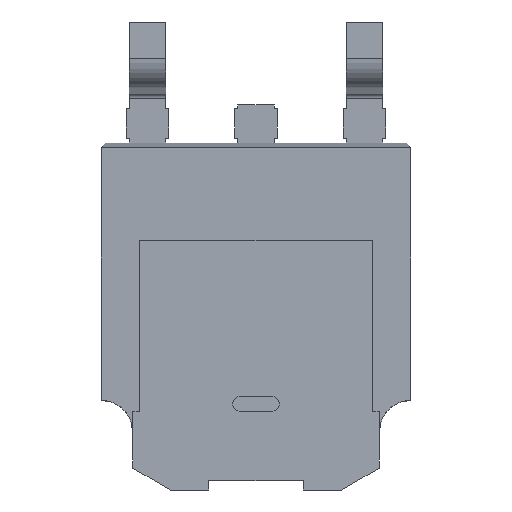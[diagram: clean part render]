
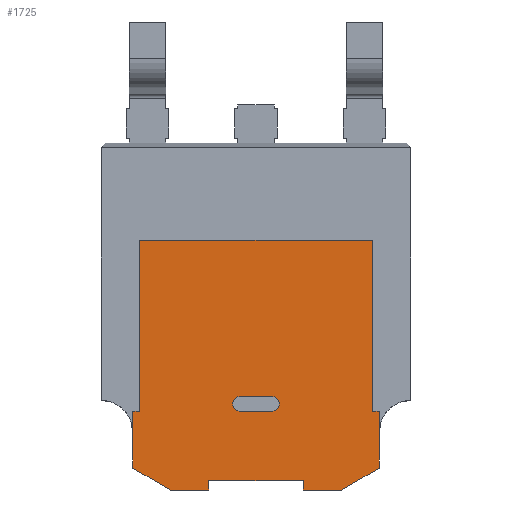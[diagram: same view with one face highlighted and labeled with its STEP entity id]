
A CAD part, front view. The second image highlights one B-rep face of the part: STEP entity #1725.
In plain terms, the highlighted planar face has unit normal (0, -1, 0).
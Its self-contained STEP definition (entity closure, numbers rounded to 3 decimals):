
#5 = VERTEX_POINT ( 'NONE', #2675 ) ;
#14 = LINE ( 'NONE', #2020, #883 ) ;
#22 = CARTESIAN_POINT ( 'NONE',  ( -2.455, 0., 1.004 ) ) ;
#23 = ORIENTED_EDGE ( 'NONE', *, *, #707, .F. ) ;
#40 = VECTOR ( 'NONE', #1995, 1000. ) ;
#44 = CARTESIAN_POINT ( 'NONE',  ( -1., 0., -4.271 ) ) ;
#68 = VERTEX_POINT ( 'NONE', #2370 ) ;
#141 = FACE_OUTER_BOUND ( 'NONE', #664, .T. ) ;
#153 = LINE ( 'NONE', #2402, #2142 ) ;
#167 = CIRCLE ( 'NONE', #587, 0.158 ) ;
#193 = AXIS2_PLACEMENT_3D ( 'NONE', #1617, #356, #2620 ) ;
#222 = CARTESIAN_POINT ( 'NONE',  ( -2.455, 0., 1.004 ) ) ;
#304 = ORIENTED_EDGE ( 'NONE', *, *, #658, .F. ) ;
#356 = DIRECTION ( 'NONE',  ( 0., 1., 0. ) ) ;
#368 = CARTESIAN_POINT ( 'NONE',  ( 0., 0., 0. ) ) ;
#373 = DIRECTION ( 'NONE',  ( -1., 0., 0. ) ) ;
#387 = CARTESIAN_POINT ( 'NONE',  ( -1., 0., -4.071 ) ) ;
#393 = LINE ( 'NONE', #3191, #3182 ) ;
#400 = ORIENTED_EDGE ( 'NONE', *, *, #2927, .F. ) ;
#431 = CARTESIAN_POINT ( 'NONE',  ( -1.802, 0., -4.271 ) ) ;
#446 = VERTEX_POINT ( 'NONE', #1665 ) ;
#504 = ORIENTED_EDGE ( 'NONE', *, *, #2616, .T. ) ;
#505 = ORIENTED_EDGE ( 'NONE', *, *, #1027, .T. ) ;
#510 = CARTESIAN_POINT ( 'NONE',  ( -1.802, 0., -4.271 ) ) ;
#512 = EDGE_CURVE ( 'NONE', #1450, #1548, #167, .T. ) ;
#567 = CARTESIAN_POINT ( 'NONE',  ( -2.603, 0., -2.611 ) ) ;
#579 = DIRECTION ( 'NONE',  ( 0., 0., 1. ) ) ;
#587 = AXIS2_PLACEMENT_3D ( 'NONE', #2625, #1659, #677 ) ;
#604 = CARTESIAN_POINT ( 'NONE',  ( 2.455, 0., -2.611 ) ) ;
#610 = DIRECTION ( 'NONE',  ( 1., 0., 0. ) ) ;
#612 = VECTOR ( 'NONE', #2865, 1000. ) ;
#635 = LINE ( 'NONE', #604, #1341 ) ;
#652 = ORIENTED_EDGE ( 'NONE', *, *, #1536, .F. ) ;
#658 = EDGE_CURVE ( 'NONE', #2126, #68, #393, .T. ) ;
#664 = EDGE_LOOP ( 'NONE', ( #788, #2657, #867, #400, #304, #2763, #1006, #2245, #23, #2424, #1185, #2638, #2921, #652 ) ) ;
#665 = DIRECTION ( 'NONE',  ( 0., 1., 0. ) ) ;
#677 = DIRECTION ( 'NONE',  ( 0., 0., 1. ) ) ;
#707 = EDGE_CURVE ( 'NONE', #925, #1196, #710, .T. ) ;
#710 = LINE ( 'NONE', #222, #1086 ) ;
#715 = CARTESIAN_POINT ( 'NONE',  ( -2.603, 0., -2.611 ) ) ;
#766 = DIRECTION ( 'NONE',  ( -1., 0., 0. ) ) ;
#788 = ORIENTED_EDGE ( 'NONE', *, *, #3052, .F. ) ;
#795 = VECTOR ( 'NONE', #766, 1000. ) ;
#799 = EDGE_CURVE ( 'NONE', #446, #2909, #1963, .T. ) ;
#867 = ORIENTED_EDGE ( 'NONE', *, *, #2292, .F. ) ;
#883 = VECTOR ( 'NONE', #2825, 1000. ) ;
#925 = VERTEX_POINT ( 'NONE', #1361 ) ;
#930 = EDGE_CURVE ( 'NONE', #2376, #1061, #635, .T. ) ;
#983 = LINE ( 'NONE', #2251, #2048 ) ;
#984 = EDGE_CURVE ( 'NONE', #1702, #2415, #2184, .T. ) ;
#1006 = ORIENTED_EDGE ( 'NONE', *, *, #930, .F. ) ;
#1027 = EDGE_CURVE ( 'NONE', #2415, #1450, #2201, .T. ) ;
#1045 = LINE ( 'NONE', #44, #1146 ) ;
#1061 = VERTEX_POINT ( 'NONE', #1745 ) ;
#1086 = VECTOR ( 'NONE', #1945, 1000. ) ;
#1125 = LINE ( 'NONE', #1587, #612 ) ;
#1146 = VECTOR ( 'NONE', #2050, 1000. ) ;
#1153 = DIRECTION ( 'NONE',  ( 1., 0., 0. ) ) ;
#1172 = CARTESIAN_POINT ( 'NONE',  ( 2.603, 0., -2.611 ) ) ;
#1185 = ORIENTED_EDGE ( 'NONE', *, *, #799, .F. ) ;
#1196 = VERTEX_POINT ( 'NONE', #22 ) ;
#1214 = CARTESIAN_POINT ( 'NONE',  ( 0.331, 0., -2.611 ) ) ;
#1278 = VERTEX_POINT ( 'NONE', #1372 ) ;
#1335 = EDGE_CURVE ( 'NONE', #2909, #925, #1125, .T. ) ;
#1341 = VECTOR ( 'NONE', #2412, 1000. ) ;
#1361 = CARTESIAN_POINT ( 'NONE',  ( -2.455, 0., -2.611 ) ) ;
#1372 = CARTESIAN_POINT ( 'NONE',  ( -1., 0., -4.271 ) ) ;
#1396 = DIRECTION ( 'NONE',  ( 0., 0., -1. ) ) ;
#1399 = LINE ( 'NONE', #431, #2548 ) ;
#1400 = DIRECTION ( 'NONE',  ( 0., 0., 1. ) ) ;
#1431 = VERTEX_POINT ( 'NONE', #2216 ) ;
#1450 = VERTEX_POINT ( 'NONE', #2670 ) ;
#1452 = CARTESIAN_POINT ( 'NONE',  ( 1.802, 0., -4.271 ) ) ;
#1490 = LINE ( 'NONE', #2506, #795 ) ;
#1536 = EDGE_CURVE ( 'NONE', #1847, #1278, #1045, .T. ) ;
#1548 = VERTEX_POINT ( 'NONE', #1861 ) ;
#1587 = CARTESIAN_POINT ( 'NONE',  ( -2.455, 0., -2.611 ) ) ;
#1617 = CARTESIAN_POINT ( 'NONE',  ( 0.331, 0., -2.453 ) ) ;
#1659 = DIRECTION ( 'NONE',  ( 0., 1., 0. ) ) ;
#1661 = VECTOR ( 'NONE', #2932, 1000. ) ;
#1662 = LINE ( 'NONE', #3105, #1661 ) ;
#1665 = CARTESIAN_POINT ( 'NONE',  ( -2.603, 0., -3.809 ) ) ;
#1702 = VERTEX_POINT ( 'NONE', #3180 ) ;
#1725 = ADVANCED_FACE ( 'NONE', ( #2197, #141 ), #3160, .F. ) ;
#1745 = CARTESIAN_POINT ( 'NONE',  ( 2.455, 0., -2.611 ) ) ;
#1847 = VERTEX_POINT ( 'NONE', #2752 ) ;
#1853 = LINE ( 'NONE', #387, #2912 ) ;
#1857 = LINE ( 'NONE', #3118, #2407 ) ;
#1861 = CARTESIAN_POINT ( 'NONE',  ( -0.331, 0., -2.295 ) ) ;
#1910 = LINE ( 'NONE', #2172, #3042 ) ;
#1915 = DIRECTION ( 'NONE',  ( 1., 0., 0. ) ) ;
#1931 = DIRECTION ( 'NONE',  ( -1., 0., 0. ) ) ;
#1945 = DIRECTION ( 'NONE',  ( 0., 0., 1. ) ) ;
#1963 = LINE ( 'NONE', #567, #2879 ) ;
#1995 = DIRECTION ( 'NONE',  ( -1., 0., 0. ) ) ;
#2008 = DIRECTION ( 'NONE',  ( 1., 0., 0. ) ) ;
#2020 = CARTESIAN_POINT ( 'NONE',  ( 1.802, 0., -4.271 ) ) ;
#2048 = VECTOR ( 'NONE', #2008, 1000. ) ;
#2050 = DIRECTION ( 'NONE',  ( 0., 0., -1. ) ) ;
#2052 = EDGE_CURVE ( 'NONE', #2540, #446, #1662, .T. ) ;
#2074 = ORIENTED_EDGE ( 'NONE', *, *, #984, .T. ) ;
#2120 = EDGE_CURVE ( 'NONE', #1278, #2540, #1399, .T. ) ;
#2126 = VERTEX_POINT ( 'NONE', #1172 ) ;
#2142 = VECTOR ( 'NONE', #1153, 1000. ) ;
#2172 = CARTESIAN_POINT ( 'NONE',  ( 1., 0., -4.071 ) ) ;
#2184 = CIRCLE ( 'NONE', #193, 0.158 ) ;
#2197 = FACE_BOUND ( 'NONE', #3153, .T. ) ;
#2201 = LINE ( 'NONE', #2482, #40 ) ;
#2216 = CARTESIAN_POINT ( 'NONE',  ( 1., 0., -4.271 ) ) ;
#2245 = ORIENTED_EDGE ( 'NONE', *, *, #2892, .F. ) ;
#2251 = CARTESIAN_POINT ( 'NONE',  ( 0.331, 0., -2.295 ) ) ;
#2292 = EDGE_CURVE ( 'NONE', #2309, #1431, #1490, .T. ) ;
#2309 = VERTEX_POINT ( 'NONE', #1452 ) ;
#2370 = CARTESIAN_POINT ( 'NONE',  ( 2.603, 0., -3.809 ) ) ;
#2376 = VERTEX_POINT ( 'NONE', #3024 ) ;
#2402 = CARTESIAN_POINT ( 'NONE',  ( 2.455, 0., 1.004 ) ) ;
#2407 = VECTOR ( 'NONE', #610, 1000. ) ;
#2412 = DIRECTION ( 'NONE',  ( 0., 0., -1. ) ) ;
#2415 = VERTEX_POINT ( 'NONE', #1214 ) ;
#2424 = ORIENTED_EDGE ( 'NONE', *, *, #1335, .F. ) ;
#2482 = CARTESIAN_POINT ( 'NONE',  ( -0.331, 0., -2.611 ) ) ;
#2506 = CARTESIAN_POINT ( 'NONE',  ( 1., 0., -4.271 ) ) ;
#2540 = VERTEX_POINT ( 'NONE', #510 ) ;
#2548 = VECTOR ( 'NONE', #1931, 1000. ) ;
#2616 = EDGE_CURVE ( 'NONE', #1548, #1702, #983, .T. ) ;
#2620 = DIRECTION ( 'NONE',  ( 0., 0., 1. ) ) ;
#2625 = CARTESIAN_POINT ( 'NONE',  ( -0.331, 0., -2.453 ) ) ;
#2630 = ORIENTED_EDGE ( 'NONE', *, *, #512, .T. ) ;
#2638 = ORIENTED_EDGE ( 'NONE', *, *, #2052, .F. ) ;
#2657 = ORIENTED_EDGE ( 'NONE', *, *, #2809, .F. ) ;
#2670 = CARTESIAN_POINT ( 'NONE',  ( -0.331, 0., -2.611 ) ) ;
#2675 = CARTESIAN_POINT ( 'NONE',  ( 1., 0., -4.071 ) ) ;
#2751 = EDGE_CURVE ( 'NONE', #1061, #2126, #1857, .T. ) ;
#2752 = CARTESIAN_POINT ( 'NONE',  ( -1., 0., -4.071 ) ) ;
#2763 = ORIENTED_EDGE ( 'NONE', *, *, #2751, .F. ) ;
#2809 = EDGE_CURVE ( 'NONE', #1431, #5, #1910, .T. ) ;
#2825 = DIRECTION ( 'NONE',  ( -0.866, 0., -0.5 ) ) ;
#2865 = DIRECTION ( 'NONE',  ( 1., 0., 0. ) ) ;
#2879 = VECTOR ( 'NONE', #579, 1000. ) ;
#2892 = EDGE_CURVE ( 'NONE', #1196, #2376, #153, .T. ) ;
#2909 = VERTEX_POINT ( 'NONE', #715 ) ;
#2912 = VECTOR ( 'NONE', #373, 1000. ) ;
#2921 = ORIENTED_EDGE ( 'NONE', *, *, #2120, .F. ) ;
#2927 = EDGE_CURVE ( 'NONE', #68, #2309, #14, .T. ) ;
#2932 = DIRECTION ( 'NONE',  ( -0.866, 0., 0.5 ) ) ;
#2992 = AXIS2_PLACEMENT_3D ( 'NONE', #368, #665, #1915 ) ;
#3024 = CARTESIAN_POINT ( 'NONE',  ( 2.455, 0., 1.004 ) ) ;
#3042 = VECTOR ( 'NONE', #1400, 1000. ) ;
#3052 = EDGE_CURVE ( 'NONE', #5, #1847, #1853, .T. ) ;
#3105 = CARTESIAN_POINT ( 'NONE',  ( -2.603, 0., -3.809 ) ) ;
#3118 = CARTESIAN_POINT ( 'NONE',  ( 2.603, 0., -2.611 ) ) ;
#3153 = EDGE_LOOP ( 'NONE', ( #2074, #505, #2630, #504 ) ) ;
#3160 = PLANE ( 'NONE',  #2992 ) ;
#3180 = CARTESIAN_POINT ( 'NONE',  ( 0.331, 0., -2.295 ) ) ;
#3182 = VECTOR ( 'NONE', #1396, 1000. ) ;
#3191 = CARTESIAN_POINT ( 'NONE',  ( 2.603, 0., -3.809 ) ) ;
